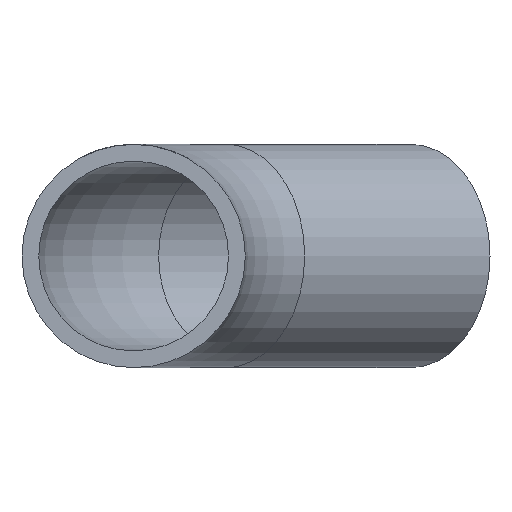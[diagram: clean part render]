
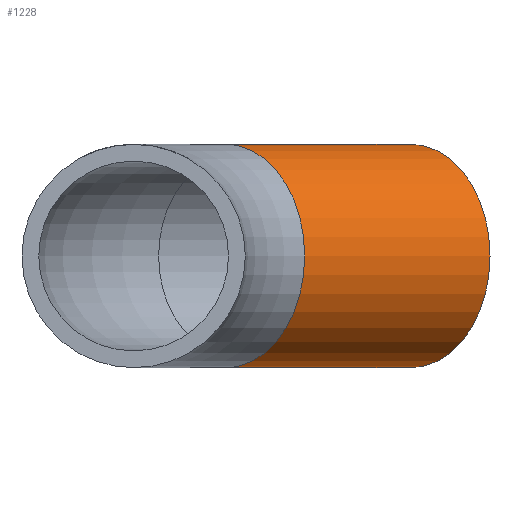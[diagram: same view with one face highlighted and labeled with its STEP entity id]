
A CAD part, front view. The second image highlights one B-rep face of the part: STEP entity #1228.
In plain terms, the highlighted cylindrical face has radius 10.65 mm (diameter 21.3 mm), a full revolution.
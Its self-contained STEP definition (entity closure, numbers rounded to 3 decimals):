
#1 = FACE_OUTER_BOUND ( 'NONE', #966, .T. ) ;
#45 = DIRECTION ( 'NONE',  ( 0., 0., 1. ) ) ;
#137 = CARTESIAN_POINT ( 'NONE',  ( -3.536, 63.891, 10.65 ) ) ;
#238 = CARTESIAN_POINT ( 'NONE',  ( -3.536, 63.891, 0. ) ) ;
#507 = VERTEX_POINT ( 'NONE', #2384 ) ;
#562 = DIRECTION ( 'NONE',  ( 0.707, 0.707, 0. ) ) ;
#607 = EDGE_CURVE ( 'NONE', #507, #507, #1945, .T. ) ;
#735 = CARTESIAN_POINT ( 'NONE',  ( -21.213, 46.213, 0. ) ) ;
#763 = CYLINDRICAL_SURFACE ( 'NONE', #1185, 10.65 ) ;
#966 = EDGE_LOOP ( 'NONE', ( #2063 ) ) ;
#1185 = AXIS2_PLACEMENT_3D ( 'NONE', #735, #1716, #1488 ) ;
#1228 = ADVANCED_FACE ( 'NONE', ( #1679, #1 ), #763, .T. ) ;
#1488 = DIRECTION ( 'NONE',  ( -0.707, 0.707, 0. ) ) ;
#1631 = VERTEX_POINT ( 'NONE', #137 ) ;
#1679 = FACE_OUTER_BOUND ( 'NONE', #1813, .T. ) ;
#1693 = CARTESIAN_POINT ( 'NONE',  ( -21.213, 46.213, 0. ) ) ;
#1716 = DIRECTION ( 'NONE',  ( 0.707, 0.707, 0. ) ) ;
#1730 = AXIS2_PLACEMENT_3D ( 'NONE', #238, #2111, #45 ) ;
#1813 = EDGE_LOOP ( 'NONE', ( #1835 ) ) ;
#1835 = ORIENTED_EDGE ( 'NONE', *, *, #1955, .F. ) ;
#1945 = CIRCLE ( 'NONE', #2066, 10.65 ) ;
#1955 = EDGE_CURVE ( 'NONE', #1631, #1631, #2205, .T. ) ;
#2063 = ORIENTED_EDGE ( 'NONE', *, *, #607, .T. ) ;
#2066 = AXIS2_PLACEMENT_3D ( 'NONE', #1693, #562, #2282 ) ;
#2111 = DIRECTION ( 'NONE',  ( 0.707, 0.707, 0. ) ) ;
#2205 = CIRCLE ( 'NONE', #1730, 10.65 ) ;
#2282 = DIRECTION ( 'NONE',  ( 0., 0., 1. ) ) ;
#2384 = CARTESIAN_POINT ( 'NONE',  ( -21.213, 46.213, 10.65 ) ) ;
